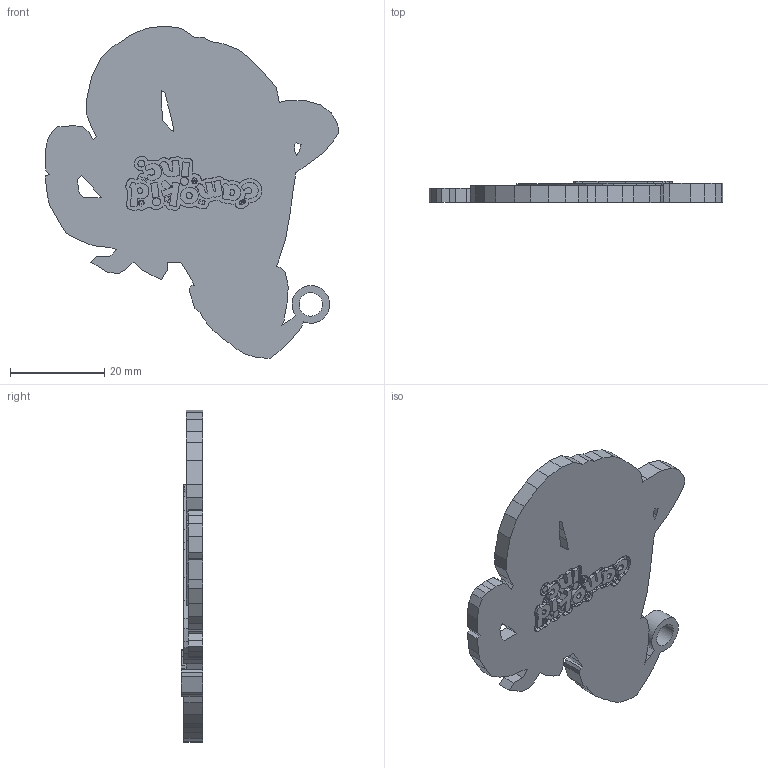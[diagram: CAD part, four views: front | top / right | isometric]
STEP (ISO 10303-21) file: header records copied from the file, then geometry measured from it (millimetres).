
FILE_DESCRIPTION(/* description */ (''),/* implementation_level */ '2;1');
FILE_NAME(/* name */ 'CamoKidChristmas.step',/* time_stamp */ '2025-12-25T18:09:10+13:00',/* author */ (''),/* organization */ (''),/* preprocessor_version */ 'ST-DEVELOPER v20.1',/* originating_system */ 'Autodesk Translation Framework v14.21.0.0',/* authorisation */ '');
FILE_SCHEMA (('AUTOMOTIVE_DESIGN { 1 0 10303 214 3 1 1 }'));
Length unit declared in the file: millimetre
Products named in the file (1): CamoKidChristmas
Bounding box: 62.38 x 4.5 x 70.51 mm (x, y, z)
Volume: 9449.4 mm3; surface area: 6821.3 mm2
Topology: 1 solids, 1 shells, 802 faces, 2311 edges, 1539 vertices
Faces by surface type: plane 408, bspline 392, cylinder 2
Full cylindrical faces by diameter (mm): 5 x1
Entity records: 27177 total; most frequent: CARTESIAN_POINT 9817, ORIENTED_EDGE 4622, DIRECTION 2353, EDGE_CURVE 2311, VERTEX_POINT 1539, LINE 1523, VECTOR 1523, EDGE_LOOP 838
